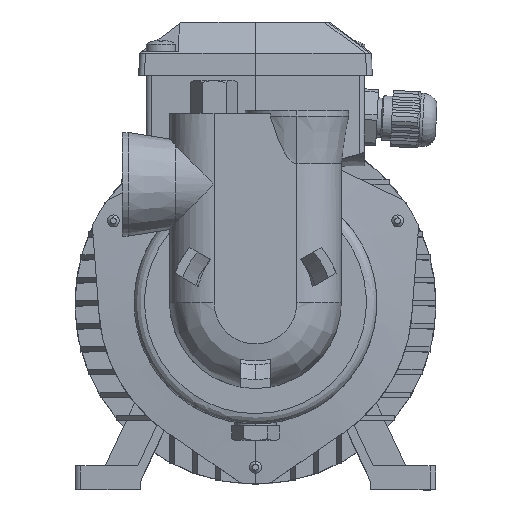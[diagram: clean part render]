
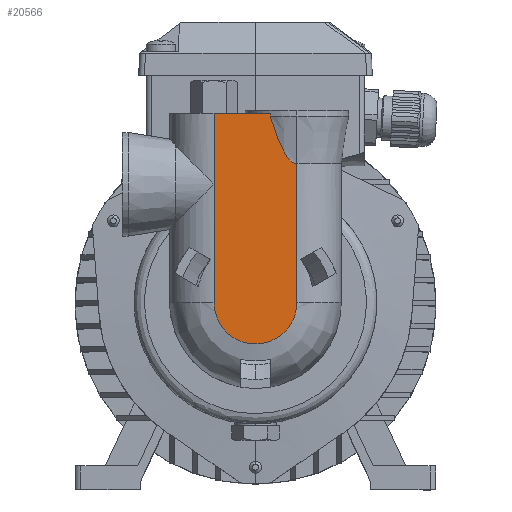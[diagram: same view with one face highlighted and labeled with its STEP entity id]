
A CAD part, top view. The second image highlights one B-rep face of the part: STEP entity #20566.
In plain terms, the highlighted face is planar.
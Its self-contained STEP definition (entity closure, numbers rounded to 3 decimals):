
#1157 = VECTOR ( 'NONE', #42467, 1000. ) ;
#2236 = EDGE_CURVE ( 'NONE', #20276, #2385, #45270, .T. ) ;
#2385 = VERTEX_POINT ( 'NONE', #21148 ) ;
#2856 = CARTESIAN_POINT ( 'NONE',  ( 49., 5.446, 61.485 ) ) ;
#3213 = CARTESIAN_POINT ( 'NONE',  ( 49., 0., -14.09 ) ) ;
#3447 = CARTESIAN_POINT ( 'NONE',  ( 49., -10.84, -8.896 ) ) ;
#3529 = AXIS2_PLACEMENT_3D ( 'NONE', #34602, #45399, #8997 ) ;
#4895 = VERTEX_POINT ( 'NONE', #37215 ) ;
#5067 = B_SPLINE_CURVE_WITH_KNOTS ( 'NONE', 1,
 ( #32592, #10716 ),
 .UNSPECIFIED., .F., .F.,
 ( 2, 2 ),
 ( 0., 1. ),
 .UNSPECIFIED. ) ;
#5660 = CARTESIAN_POINT ( 'NONE',  ( 49., 11.264, 48.57 ) ) ;
#6271 = CARTESIAN_POINT ( 'NONE',  ( 49., 14., 0. ) ) ;
#6507 = CARTESIAN_POINT ( 'NONE',  ( 49., -9.608, -10.254 ) ) ;
#8025 = VECTOR ( 'NONE', #37569, 1000. ) ;
#8749 = ORIENTED_EDGE ( 'NONE', *, *, #31650, .F. ) ;
#8997 = DIRECTION ( 'NONE',  ( 0., 0., 1. ) ) ;
#9195 = CARTESIAN_POINT ( 'NONE',  ( 49., 10.523, 49.536 ) ) ;
#9669 = CARTESIAN_POINT ( 'NONE',  ( 49., 13.004, 47.204 ) ) ;
#9890 = CARTESIAN_POINT ( 'NONE',  ( 49., 12.463, 47.475 ) ) ;
#10716 = CARTESIAN_POINT ( 'NONE',  ( 49., 4.986, 64. ) ) ;
#12515 = PLANE ( 'NONE',  #3529 ) ;
#12957 = CARTESIAN_POINT ( 'NONE',  ( 49., 14., 64. ) ) ;
#13424 = CARTESIAN_POINT ( 'NONE',  ( 49., 13.794, 47. ) ) ;
#13569 = CARTESIAN_POINT ( 'NONE',  ( 49., -5.392, -13.018 ) ) ;
#13647 = CARTESIAN_POINT ( 'NONE',  ( 49., 12.137, 47.719 ) ) ;
#14483 = CARTESIAN_POINT ( 'NONE',  ( 49., -11.932, -7.423 ) ) ;
#15202 = EDGE_CURVE ( 'NONE', #42889, #19488, #23694, .T. ) ;
#15651 = CARTESIAN_POINT ( 'NONE',  ( 49., 4.986, 63. ) ) ;
#17532 = CARTESIAN_POINT ( 'NONE',  ( 49., 9.608, -10.254 ) ) ;
#17780 = CARTESIAN_POINT ( 'NONE',  ( 49., 7.828, -11.716 ) ) ;
#18022 = CARTESIAN_POINT ( 'NONE',  ( 49., -2.749, -13.82 ) ) ;
#19488 = VERTEX_POINT ( 'NONE', #41701 ) ;
#19981 = CARTESIAN_POINT ( 'NONE',  ( 49., 10.756, 49.206 ) ) ;
#20276 = VERTEX_POINT ( 'NONE', #15651 ) ;
#20566 = ADVANCED_FACE ( 'NONE', ( #23540 ), #12515, .F. ) ;
#20608 = CARTESIAN_POINT ( 'NONE',  ( 49., -14., 64. ) ) ;
#20846 = CARTESIAN_POINT ( 'NONE',  ( 49., -7.828, -11.716 ) ) ;
#20928 = CARTESIAN_POINT ( 'NONE',  ( 49., 8.445, 53.355 ) ) ;
#21051 = EDGE_LOOP ( 'NONE', ( #41683, #8749, #35071, #43874, #30509, #41706, #26295 ) ) ;
#21148 = CARTESIAN_POINT ( 'NONE',  ( 49., 14., 47. ) ) ;
#23540 = FACE_OUTER_BOUND ( 'NONE', #21051, .T. ) ;
#23694 = LINE ( 'NONE', #41093, #8025 ) ;
#24128 = CARTESIAN_POINT ( 'NONE',  ( 49., 14., -0.915 ) ) ;
#24138 = CARTESIAN_POINT ( 'NONE',  ( 49., 4.986, 64. ) ) ;
#24370 = LINE ( 'NONE', #20608, #1157 ) ;
#24487 = CARTESIAN_POINT ( 'NONE',  ( 49., 14., 0. ) ) ;
#26295 = ORIENTED_EDGE ( 'NONE', *, *, #38384, .F. ) ;
#27060 = CARTESIAN_POINT ( 'NONE',  ( 49., 5.927, 59.98 ) ) ;
#27167 = EDGE_CURVE ( 'NONE', #19488, #4895, #24370, .T. ) ;
#27891 = CARTESIAN_POINT ( 'NONE',  ( 49., -14., -0.915 ) ) ;
#28605 = CARTESIAN_POINT ( 'NONE',  ( 49., 10.84, -8.896 ) ) ;
#28825 = CARTESIAN_POINT ( 'NONE',  ( 49., -13.819, -2.75 ) ) ;
#29919 = EDGE_CURVE ( 'NONE', #31977, #42889, #31821, .T. ) ;
#30509 = ORIENTED_EDGE ( 'NONE', *, *, #15202, .F. ) ;
#31280 = CARTESIAN_POINT ( 'NONE',  ( 49., 13.592, 47.027 ) ) ;
#31345 = VERTEX_POINT ( 'NONE', #43454 ) ;
#31650 = EDGE_CURVE ( 'NONE', #31345, #20276, #34726, .T. ) ;
#31662 = CARTESIAN_POINT ( 'NONE',  ( 49., -13.018, -5.392 ) ) ;
#31821 = B_SPLINE_CURVE_WITH_KNOTS ( 'NONE', 3,
 ( #6271, #24128, #38462, #45776, #39645, #28605, #17532, #17780, #38954, #35194, #3213, #18022, #13569, #20846, #6507, #3447, #14483, #31662, #28825, #27891, #39392 ),
 .UNSPECIFIED., .F., .F.,
 ( 4, 1, 1, 1, 1, 1, 1, 1, 1, 1, 1, 1, 1, 1, 1, 1, 1, 1, 4 ),
 ( 0., 0.062, 0.125, 0.187, 0.219, 0.25, 0.313, 0.375, 0.438, 0.5, 0.562, 0.625, 0.687, 0.75, 0.781, 0.813, 0.875, 0.938, 1. ),
 .UNSPECIFIED. ) ;
#31977 = VERTEX_POINT ( 'NONE', #24487 ) ;
#32592 = CARTESIAN_POINT ( 'NONE',  ( 49., -14., 64. ) ) ;
#34354 = CARTESIAN_POINT ( 'NONE',  ( 49., 11.536, 48.268 ) ) ;
#34579 = CARTESIAN_POINT ( 'NONE',  ( 49., 8.773, 52.64 ) ) ;
#34602 = CARTESIAN_POINT ( 'NONE',  ( 49., -29., 64. ) ) ;
#34726 = LINE ( 'NONE', #24138, #38730 ) ;
#35071 = ORIENTED_EDGE ( 'NONE', *, *, #39067, .F. ) ;
#35194 = CARTESIAN_POINT ( 'NONE',  ( 49., 2.749, -13.82 ) ) ;
#35269 = CARTESIAN_POINT ( 'NONE',  ( 49., 9.867, 50.54 ) ) ;
#36383 = CARTESIAN_POINT ( 'NONE',  ( 49., -14., 0. ) ) ;
#37215 = CARTESIAN_POINT ( 'NONE',  ( 49., -14., 64. ) ) ;
#37569 = DIRECTION ( 'NONE',  ( 0., 0., 1. ) ) ;
#38384 = EDGE_CURVE ( 'NONE', #2385, #31977, #45156, .T. ) ;
#38462 = CARTESIAN_POINT ( 'NONE',  ( 49., 13.819, -2.75 ) ) ;
#38472 = DIRECTION ( 'NONE',  ( 0., 0., -1. ) ) ;
#38698 = VECTOR ( 'NONE', #45392, 1000. ) ;
#38730 = VECTOR ( 'NONE', #38472, 1000. ) ;
#38787 = CARTESIAN_POINT ( 'NONE',  ( 49., 7.514, 55.525 ) ) ;
#38954 = CARTESIAN_POINT ( 'NONE',  ( 49., 5.392, -13.018 ) ) ;
#39067 = EDGE_CURVE ( 'NONE', #4895, #31345, #5067, .T. ) ;
#39392 = CARTESIAN_POINT ( 'NONE',  ( 49., -14., 0. ) ) ;
#39645 = CARTESIAN_POINT ( 'NONE',  ( 49., 11.932, -7.423 ) ) ;
#41093 = CARTESIAN_POINT ( 'NONE',  ( 49., -14., 64. ) ) ;
#41683 = ORIENTED_EDGE ( 'NONE', *, *, #2236, .F. ) ;
#41701 = CARTESIAN_POINT ( 'NONE',  ( 49., -14., 40. ) ) ;
#41706 = ORIENTED_EDGE ( 'NONE', *, *, #29919, .F. ) ;
#41838 = CARTESIAN_POINT ( 'NONE',  ( 49., 4.986, 63. ) ) ;
#42074 = CARTESIAN_POINT ( 'NONE',  ( 49., 14., 47. ) ) ;
#42467 = DIRECTION ( 'NONE',  ( 0., 0., 1. ) ) ;
#42889 = VERTEX_POINT ( 'NONE', #36383 ) ;
#43454 = CARTESIAN_POINT ( 'NONE',  ( 49., 4.986, 64. ) ) ;
#43874 = ORIENTED_EDGE ( 'NONE', *, *, #27167, .F. ) ;
#45156 = LINE ( 'NONE', #12957, #38698 ) ;
#45270 = B_SPLINE_CURVE_WITH_KNOTS ( 'NONE', 3,
 ( #41838, #2856, #27060, #46063, #38787, #20928, #34579, #45854, #35269, #9195, #19981, #5660, #34354, #13647, #9890, #9669, #45617, #31280, #13424, #42074 ),
 .UNSPECIFIED., .F., .F.,
 ( 4, 2, 2, 2, 2, 2, 2, 2, 2, 4 ),
 ( 0., 0.005, 0.009, 0.012, 0.014, 0.015, 0.017, 0.018, 0.018, 0.019 ),
 .UNSPECIFIED. ) ;
#45392 = DIRECTION ( 'NONE',  ( 0., 0., -1. ) ) ;
#45399 = DIRECTION ( 'NONE',  ( -1., 0., 0. ) ) ;
#45617 = CARTESIAN_POINT ( 'NONE',  ( 49., 13.198, 47.129 ) ) ;
#45776 = CARTESIAN_POINT ( 'NONE',  ( 49., 13.018, -5.392 ) ) ;
#45854 = CARTESIAN_POINT ( 'NONE',  ( 49., 9.484, 51.232 ) ) ;
#46063 = CARTESIAN_POINT ( 'NONE',  ( 49., 6.962, 57. ) ) ;
